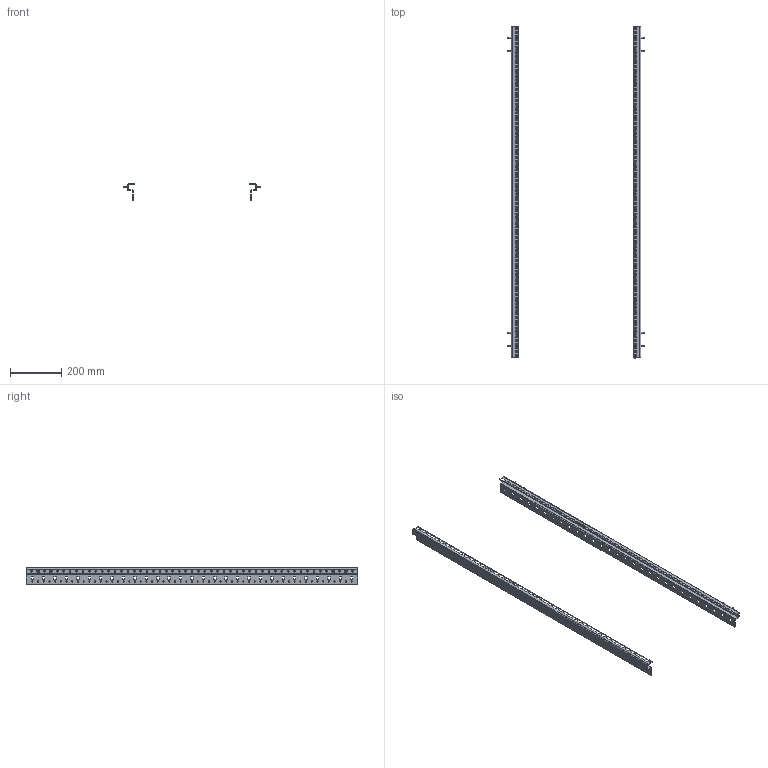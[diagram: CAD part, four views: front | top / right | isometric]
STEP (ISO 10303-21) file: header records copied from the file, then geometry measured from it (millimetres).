
FILE_DESCRIPTION (( 'STEP AP203' ), '1' );
FILE_NAME ('UR39001130006 Êîìïëåêò ïðîôèëåé 19-äþéìîâûõ Ñ-îáðàçíûõ RS52 29U (000.801.390-01) .STEP', '2022-04-26T06:43:22', ( '' ), ( '' ), 'SwSTEP 2.0', 'SolidWorks 2017', '' );
FILE_SCHEMA (( 'CONFIG_CONTROL_DESIGN' ));
Length unit declared in the file: millimetre
Products named in the file (3): Âèíò DIN 7500 C TORX_Œ5å16; UR39001130006 Êîìïëåêò ïðîôèëåé 19-äþéìîâûõ Ñ-îáðàçíûõ RS52 29U (000.801.390-01) ; 072-15 Ïðîôèëü 19-äþéìîâûé Ñ-îáðàçíûé RS52_01 (140.00) 29U
Assembly tree (10 placements, depth 2):
  UR39001130006 Êîìïëåêò ïðîôèëåé 19-äþéìîâûõ Ñ-îáðàçíûõ RS52 29U (000.801.390-01) 
    072-15 Ïðîôèëü 19-äþéìîâûé Ñ-îáðàçíûé RS52_01 (140.00) 29U  x2
    Âèíò DIN 7500 C TORX_Œ5å16  x8
Bounding box: 533 x 1294 x 62.5 mm (x, y, z)
Volume: 498651.1 mm3; surface area: 534673.7 mm2
Topology: 10 solids, 10 shells, 1756 faces, 5120 edges, 3392 vertices
Faces by surface type: plane 1128, cylinder 580, cone 32, sphere 16
Entity records: 26577 total; most frequent: CARTESIAN_POINT 4588, ORIENTED_EDGE 4448, DIRECTION 4217, EDGE_CURVE 2224, VECTOR 1719, LINE 1719, VERTEX_POINT 1474, AXIS2_PLACEMENT_3D 1249
